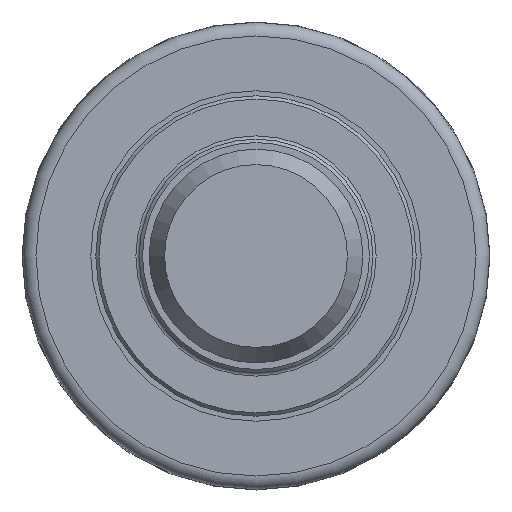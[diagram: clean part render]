
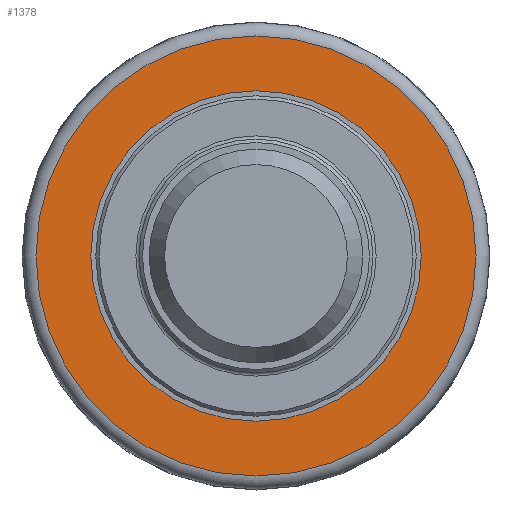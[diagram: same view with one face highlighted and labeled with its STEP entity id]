
A CAD part, left-side view. The second image highlights one B-rep face of the part: STEP entity #1378.
In plain terms, the highlighted planar face has unit normal (-1, 0, 0).
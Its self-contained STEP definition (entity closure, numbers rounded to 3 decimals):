
#200=FACE_BOUND('',#341,.T.);
#219=PLANE('',#1511);
#263=FACE_OUTER_BOUND('',#340,.T.);
#340=EDGE_LOOP('',(#958,#959));
#341=EDGE_LOOP('',(#960,#961));
#438=CIRCLE('',#1492,24.75);
#439=CIRCLE('',#1493,24.75);
#452=CIRCLE('',#1509,32.959);
#453=CIRCLE('',#1510,32.959);
#556=VERTEX_POINT('',#2164);
#557=VERTEX_POINT('',#2166);
#567=VERTEX_POINT('',#2220);
#568=VERTEX_POINT('',#2222);
#707=EDGE_CURVE('',#557,#556,#438,.T.);
#708=EDGE_CURVE('',#556,#557,#439,.T.);
#722=EDGE_CURVE('',#567,#568,#452,.T.);
#723=EDGE_CURVE('',#568,#567,#453,.T.);
#958=ORIENTED_EDGE('',*,*,#723,.F.);
#959=ORIENTED_EDGE('',*,*,#722,.F.);
#960=ORIENTED_EDGE('',*,*,#707,.T.);
#961=ORIENTED_EDGE('',*,*,#708,.T.);
#1378=ADVANCED_FACE('',(#263,#200),#219,.T.);
#1492=AXIS2_PLACEMENT_3D('',#2167,#1724,#1725);
#1493=AXIS2_PLACEMENT_3D('',#2168,#1726,#1727);
#1509=AXIS2_PLACEMENT_3D('',#2223,#1759,#1760);
#1510=AXIS2_PLACEMENT_3D('',#2224,#1761,#1762);
#1511=AXIS2_PLACEMENT_3D('',#2225,#1763,#1764);
#1724=DIRECTION('center_axis',(1.,0.,0.));
#1725=DIRECTION('ref_axis',(0.,1.,0.));
#1726=DIRECTION('center_axis',(1.,0.,0.));
#1727=DIRECTION('ref_axis',(0.,1.,0.));
#1759=DIRECTION('center_axis',(1.,0.,0.));
#1760=DIRECTION('ref_axis',(0.,1.,0.));
#1761=DIRECTION('center_axis',(1.,0.,0.));
#1762=DIRECTION('ref_axis',(0.,1.,0.));
#1763=DIRECTION('center_axis',(-1.,0.,0.));
#1764=DIRECTION('ref_axis',(0.,0.,
-1.));
#2164=CARTESIAN_POINT('',(18.5,-24.75,0.));
#2166=CARTESIAN_POINT('',(18.5,24.75,0.));
#2167=CARTESIAN_POINT('Origin',(18.5,0.,0.));
#2168=CARTESIAN_POINT('Origin',(18.5,0.,0.));
#2220=CARTESIAN_POINT('',(18.5,0.,-32.959));
#2222=CARTESIAN_POINT('',(18.5,-32.959,0.));
#2223=CARTESIAN_POINT('Origin',(18.5,0.,0.));
#2224=CARTESIAN_POINT('Origin',(18.5,0.,0.));
#2225=CARTESIAN_POINT('Origin',(18.5,-31.059,0.));
